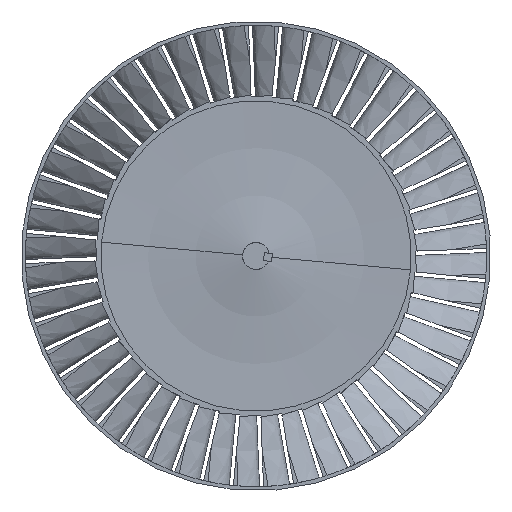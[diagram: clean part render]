
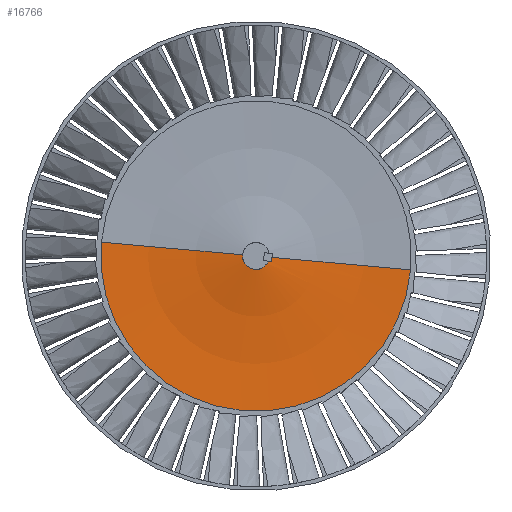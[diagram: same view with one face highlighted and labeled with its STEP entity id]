
A CAD part, front view. The second image highlights one B-rep face of the part: STEP entity #16766.
In plain terms, the highlighted toroidal (fillet/blend) face has major radius 43.513 mm and minor radius 203.2 mm.
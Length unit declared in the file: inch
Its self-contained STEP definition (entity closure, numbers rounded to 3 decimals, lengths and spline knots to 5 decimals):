
#8 = AXIS2_PLACEMENT_3D ( 'NONE', #8082, #18388, #7961 ) ;
#100 = CARTESIAN_POINT ( 'NONE',  ( 0.21999, -0.36904, -0.05984 ) ) ;
#270 = CARTESIAN_POINT ( 'NONE',  ( 1.71311, -8.23, 0. ) ) ;
#577 = AXIS2_PLACEMENT_3D ( 'NONE', #5221, #13687, #15415 ) ;
#750 = AXIS2_PLACEMENT_3D ( 'NONE', #16353, #2146, #24512 ) ;
#1092 = DIRECTION ( 'NONE',  ( 1., 0., 0. ) ) ;
#2146 = DIRECTION ( 'NONE',  ( 0., -1., 0. ) ) ;
#2248 = B_SPLINE_CURVE_WITH_KNOTS ( 'NONE', 3,
 ( #18452, #100, #18325, #20596 ),
 .UNSPECIFIED., .F., .F.,
 ( 4, 4 ),
 ( 0.00482, 0.00608 ),
 .UNSPECIFIED. ) ;
#2453 = AXIS2_PLACEMENT_3D ( 'NONE', #19709, #13591, #1092 ) ;
#3372 = ORIENTED_EDGE ( 'NONE', *, *, #13188, .T. ) ;
#4819 = CARTESIAN_POINT ( 'NONE',  ( -2.2785, -0.25, 0. ) ) ;
#5070 = DIRECTION ( 'NONE',  ( -1., 0., 0. ) ) ;
#5221 = CARTESIAN_POINT ( 'NONE',  ( 0., -0.375, 0. ) ) ;
#6317 = CARTESIAN_POINT ( 'NONE',  ( 0.23622, -0.3661, -0.05984 ) ) ;
#6435 = CARTESIAN_POINT ( 'NONE',  ( 0.23622, -0.3675, 0. ) ) ;
#6958 = CARTESIAN_POINT ( 'NONE',  ( -0.19685, -0.375, 0. ) ) ;
#7148 = VERTEX_POINT ( 'NONE', #12200 ) ;
#7937 = CARTESIAN_POINT ( 'NONE',  ( 0.23622, -0.3675, -0.01993 ) ) ;
#7961 = DIRECTION ( 'NONE',  ( 1., 0., 0. ) ) ;
#8082 = CARTESIAN_POINT ( 'NONE',  ( -1.71311, -8.23, 0. ) ) ;
#8683 = EDGE_LOOP ( 'NONE', ( #9794, #10198, #16020, #20126, #3372, #13992 ) ) ;
#9004 = CIRCLE ( 'NONE', #8, 8. ) ;
#9049 = CARTESIAN_POINT ( 'NONE',  ( 0.23622, -0.3661, -0.05984 ) ) ;
#9794 = ORIENTED_EDGE ( 'NONE', *, *, #18099, .F. ) ;
#10198 = ORIENTED_EDGE ( 'NONE', *, *, #26421, .T. ) ;
#11058 = EDGE_CURVE ( 'NONE', #25447, #15946, #25834, .T. ) ;
#11772 = AXIS2_PLACEMENT_3D ( 'NONE', #270, #19006, #5070 ) ;
#11846 = VERTEX_POINT ( 'NONE', #4819 ) ;
#12200 = CARTESIAN_POINT ( 'NONE',  ( 0.18753, -0.375, -0.05984 ) ) ;
#13188 = EDGE_CURVE ( 'NONE', #25447, #20358, #24552, .T. ) ;
#13591 = DIRECTION ( 'NONE',  ( 0., -1., 0. ) ) ;
#13687 = DIRECTION ( 'NONE',  ( 0., -1., 0. ) ) ;
#13992 = ORIENTED_EDGE ( 'NONE', *, *, #18730, .T. ) ;
#15415 = DIRECTION ( 'NONE',  ( 1., 0., 0. ) ) ;
#15946 = VERTEX_POINT ( 'NONE', #16454 ) ;
#16020 = ORIENTED_EDGE ( 'NONE', *, *, #16953, .T. ) ;
#16353 = CARTESIAN_POINT ( 'NONE',  ( 0., -0.25, 0. ) ) ;
#16454 = CARTESIAN_POINT ( 'NONE',  ( 2.2785, -0.25, 0. ) ) ;
#16496 = CARTESIAN_POINT ( 'NONE',  ( 0.23622, -0.36702, -0.03987 ) ) ;
#16766 = ADVANCED_FACE ( 'NONE', ( #18919 ), #19142, .F. ) ;
#16953 = EDGE_CURVE ( 'NONE', #11846, #15946, #23867, .T. ) ;
#18099 = EDGE_CURVE ( 'NONE', #19970, #7148, #22850, .T. ) ;
#18325 = CARTESIAN_POINT ( 'NONE',  ( 0.20376, -0.37202, -0.05984 ) ) ;
#18388 = DIRECTION ( 'NONE',  ( 0., 0., 1. ) ) ;
#18452 = CARTESIAN_POINT ( 'NONE',  ( 0.23622, -0.3661, -0.05984 ) ) ;
#18730 = EDGE_CURVE ( 'NONE', #20358, #7148, #2248, .T. ) ;
#18919 = FACE_OUTER_BOUND ( 'NONE', #8683, .T. ) ;
#19006 = DIRECTION ( 'NONE',  ( 0., 0., -1. ) ) ;
#19142 = TOROIDAL_SURFACE ( 'NONE', #2453, 1.71311, 8. ) ;
#19709 = CARTESIAN_POINT ( 'NONE',  ( 0., -8.23, 0. ) ) ;
#19970 = VERTEX_POINT ( 'NONE', #6958 ) ;
#20120 = CARTESIAN_POINT ( 'NONE',  ( 0.23622, -0.3675, 0. ) ) ;
#20126 = ORIENTED_EDGE ( 'NONE', *, *, #11058, .F. ) ;
#20358 = VERTEX_POINT ( 'NONE', #9049 ) ;
#20596 = CARTESIAN_POINT ( 'NONE',  ( 0.18753, -0.375, -0.05984 ) ) ;
#22850 = CIRCLE ( 'NONE', #577, 0.19685 ) ;
#23867 = CIRCLE ( 'NONE', #750, 2.2785 ) ;
#24512 = DIRECTION ( 'NONE',  ( 1., 0., 0. ) ) ;
#24552 = B_SPLINE_CURVE_WITH_KNOTS ( 'NONE', 3,
 ( #20120, #7937, #16496, #6317 ),
 .UNSPECIFIED., .F., .F.,
 ( 4, 4 ),
 ( 0.00631, 0.00783 ),
 .UNSPECIFIED. ) ;
#25447 = VERTEX_POINT ( 'NONE', #6435 ) ;
#25834 = CIRCLE ( 'NONE', #11772, 8. ) ;
#26421 = EDGE_CURVE ( 'NONE', #19970, #11846, #9004, .T. ) ;
